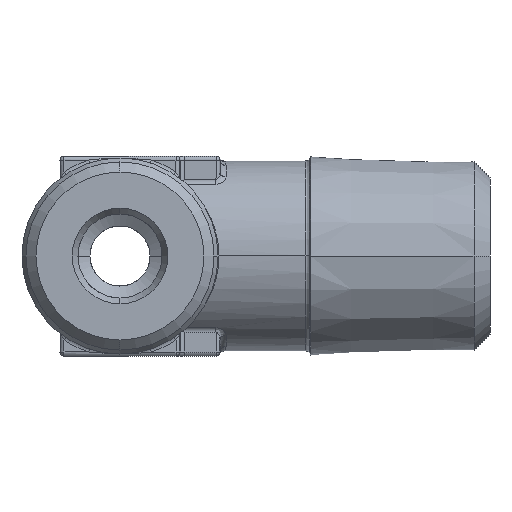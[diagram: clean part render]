
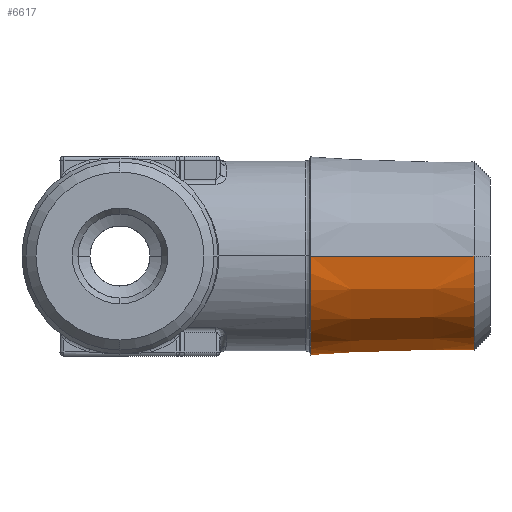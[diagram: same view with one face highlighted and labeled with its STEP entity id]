
A CAD part, left-side view. The second image highlights one B-rep face of the part: STEP entity #6617.
In plain terms, the highlighted conical face has half-angle 1.78 degrees and reference radius 4.827 mm.
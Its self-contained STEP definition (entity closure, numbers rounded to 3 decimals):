
#1778=CARTESIAN_POINT('',(0.,-9.53,0.));
#1779=DIRECTION('',(0.,1.,0.));
#1780=DIRECTION('',(1.,0.,0.));
#1781=AXIS2_PLACEMENT_3D('',#1778,#1779,#1780);
#1788=CARTESIAN_POINT('',(0.,-17.7,0.));
#1789=DIRECTION('',(0.,1.,0.));
#1790=DIRECTION('',(1.,0.,0.));
#1791=AXIS2_PLACEMENT_3D('',#1788,#1789,#1790);
#1793=DIRECTION('',(0.031,1.,0.));
#1794=VECTOR('',#1793,8.174);
#1795=CARTESIAN_POINT('',(4.701,-17.7,0.));
#1796=LINE('',#1795,#1794);
#1802=DIRECTION('',(-0.031,1.,0.));
#1803=VECTOR('',#1802,8.174);
#1804=CARTESIAN_POINT('',(-4.701,-17.7,0.));
#1805=LINE('',#1804,#1803);
#3132=CARTESIAN_POINT('',(4.701,-17.7,0.));
#3133=CARTESIAN_POINT('',(-4.701,-17.7,0.));
#3134=VERTEX_POINT('',#3132);
#3135=VERTEX_POINT('',#3133);
#3140=CARTESIAN_POINT('',(4.954,-9.53,0.));
#3141=VERTEX_POINT('',#3140);
#3142=CARTESIAN_POINT('',(-4.954,-9.53,0.));
#3143=VERTEX_POINT('',#3142);
#6603=CARTESIAN_POINT('',(0.,-13.615,0.));
#6604=DIRECTION('',(0.,1.,0.));
#6605=DIRECTION('',(1.,0.,0.));
#6606=AXIS2_PLACEMENT_3D('',#6603,#6604,#6605);
#6607=CONICAL_SURFACE('',#6606,4.827,1.78);
#6609=ORIENTED_EDGE('',*,*,#6608,.T.);
#6610=ORIENTED_EDGE('',*,*,#6593,.T.);
#6612=ORIENTED_EDGE('',*,*,#6611,.F.);
#6614=ORIENTED_EDGE('',*,*,#6613,.F.);
#6615=EDGE_LOOP('',(#6609,#6610,#6612,#6614));
#6616=FACE_OUTER_BOUND('',#6615,.F.);
#6617=ADVANCED_FACE('',(#6616),#6607,.T.);
#1782=CIRCLE('',#1781,4.954);
#1792=CIRCLE('',#1791,4.701);
#6593=EDGE_CURVE('',#3141,#3143,#1782,.T.);
#6608=EDGE_CURVE('',#3134,#3141,#1796,.T.);
#6611=EDGE_CURVE('',#3135,#3143,#1805,.T.);
#6613=EDGE_CURVE('',#3134,#3135,#1792,.T.);
